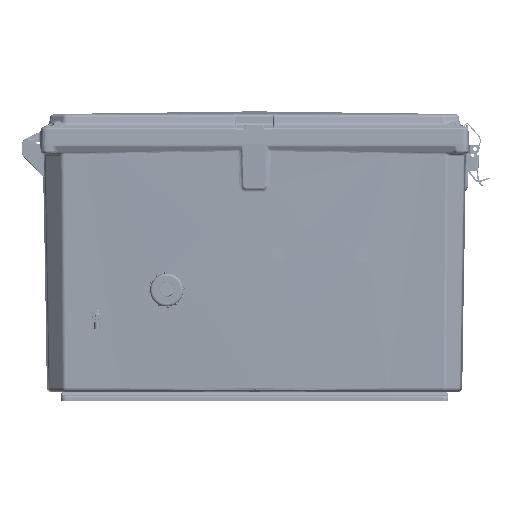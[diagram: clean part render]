
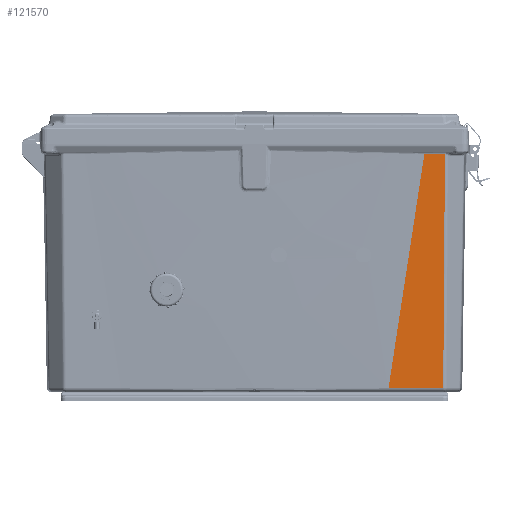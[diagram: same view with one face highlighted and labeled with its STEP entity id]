
A CAD part, front view. The second image highlights one B-rep face of the part: STEP entity #121570.
In plain terms, the highlighted face is planar.
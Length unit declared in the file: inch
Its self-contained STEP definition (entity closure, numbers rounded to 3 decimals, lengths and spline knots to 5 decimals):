
#10469 = EDGE_CURVE ( 'NONE', #54854, #283573, #210594, .T. ) ;
#12452 = CARTESIAN_POINT ( 'NONE',  ( -0.5738, -9.28998, -6.70255 ) ) ;
#12587 = CARTESIAN_POINT ( 'NONE',  ( -3.64358, -9.2364, -7.49183 ) ) ;
#18894 = CARTESIAN_POINT ( 'NONE',  ( -9.78314, -9.12923, -6.00963 ) ) ;
#27087 = B_SPLINE_CURVE_WITH_KNOTS ( 'NONE', 3,
 ( #34834, #61581, #12587, #290974 ),
 .UNSPECIFIED., .F., .F.,
 ( 4, 4 ),
 ( 0., 1. ),
 .UNSPECIFIED. ) ;
#34834 = CARTESIAN_POINT ( 'NONE',  ( -9.78313, -9.12923, -7.44744 ) ) ;
#45715 = CARTESIAN_POINT ( 'NONE',  ( -0.5738, -9.28998, 8.96206 ) ) ;
#54854 = VERTEX_POINT ( 'NONE', #68671 ) ;
#61581 = CARTESIAN_POINT ( 'NONE',  ( -6.71335, -9.18282, -7.46964 ) ) ;
#65392 = CARTESIAN_POINT ( 'NONE',  ( -9.78314, -9.12923, -5.29072 ) ) ;
#68671 = CARTESIAN_POINT ( 'NONE',  ( -9.78313, -9.12923, -7.44744 ) ) ;
#70978 = LINE ( 'NONE', #45715, #107069 ) ;
#87326 = DIRECTION ( 'NONE',  ( 1., -0.017, 0. ) ) ;
#95687 = CARTESIAN_POINT ( 'NONE',  ( -0.5738, -9.28998, -6.70255 ) ) ;
#106908 = ORIENTED_EDGE ( 'NONE', *, *, #10469, .F. ) ;
#107069 = VECTOR ( 'NONE', #123669, 39.37008 ) ;
#110041 = EDGE_LOOP ( 'NONE', ( #178365, #218222, #212437, #106908 ) ) ;
#111806 = PLANE ( 'NONE',  #192593 ) ;
#112271 = CARTESIAN_POINT ( 'NONE',  ( -0.5738, -9.28998, -7.51403 ) ) ;
#119900 = FACE_OUTER_BOUND ( 'NONE', #110041, .T. ) ;
#121570 = ADVANCED_FACE ( 'NONE', ( #119900 ), #111806, .T. ) ;
#123669 = DIRECTION ( 'NONE',  ( 0., 0., 1. ) ) ;
#132258 = EDGE_CURVE ( 'NONE', #289609, #164437, #70978, .T. ) ;
#140729 = DIRECTION ( 'NONE',  ( -0.017, -1., 0. ) ) ;
#151562 = EDGE_CURVE ( 'NONE', #54854, #289609, #27087, .T. ) ;
#163125 = CARTESIAN_POINT ( 'NONE',  ( 0., -9.3, 8.96206 ) ) ;
#164437 = VERTEX_POINT ( 'NONE', #12452 ) ;
#170335 = CARTESIAN_POINT ( 'NONE',  ( -9.78314, -9.12923, -5.29072 ) ) ;
#171674 = EDGE_CURVE ( 'NONE', #164437, #283573, #216619, .T. ) ;
#173629 = CARTESIAN_POINT ( 'NONE',  ( -9.78313, -9.12923, -6.72854 ) ) ;
#173634 = CARTESIAN_POINT ( 'NONE',  ( -4.00514, -9.23009, -6.17629 ) ) ;
#178365 = ORIENTED_EDGE ( 'NONE', *, *, #151562, .T. ) ;
#192593 = AXIS2_PLACEMENT_3D ( 'NONE', #163125, #140729, #87326 ) ;
#210594 = B_SPLINE_CURVE_WITH_KNOTS ( 'NONE', 3,
 ( #276073, #173629, #18894, #223681 ),
 .UNSPECIFIED., .F., .F.,
 ( 4, 4 ),
 ( 0., 1. ),
 .UNSPECIFIED. ) ;
#212437 = ORIENTED_EDGE ( 'NONE', *, *, #171674, .T. ) ;
#216619 = B_SPLINE_CURVE_WITH_KNOTS ( 'NONE', 3,
 ( #95687, #173634, #274952, #170335 ),
 .UNSPECIFIED., .F., .F.,
 ( 4, 4 ),
 ( 0., 1. ),
 .UNSPECIFIED. ) ;
#218222 = ORIENTED_EDGE ( 'NONE', *, *, #132258, .T. ) ;
#223681 = CARTESIAN_POINT ( 'NONE',  ( -9.78314, -9.12923, -5.29072 ) ) ;
#274952 = CARTESIAN_POINT ( 'NONE',  ( -7.07492, -9.17651, -5.70568 ) ) ;
#276073 = CARTESIAN_POINT ( 'NONE',  ( -9.78313, -9.12923, -7.44744 ) ) ;
#283573 = VERTEX_POINT ( 'NONE', #65392 ) ;
#289609 = VERTEX_POINT ( 'NONE', #112271 ) ;
#290974 = CARTESIAN_POINT ( 'NONE',  ( -0.5738, -9.28998, -7.51403 ) ) ;
